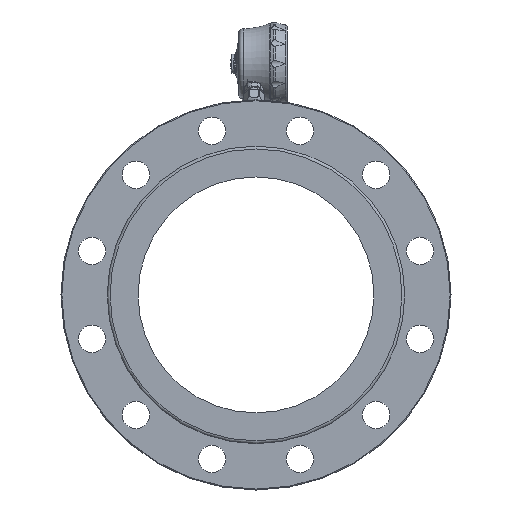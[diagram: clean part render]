
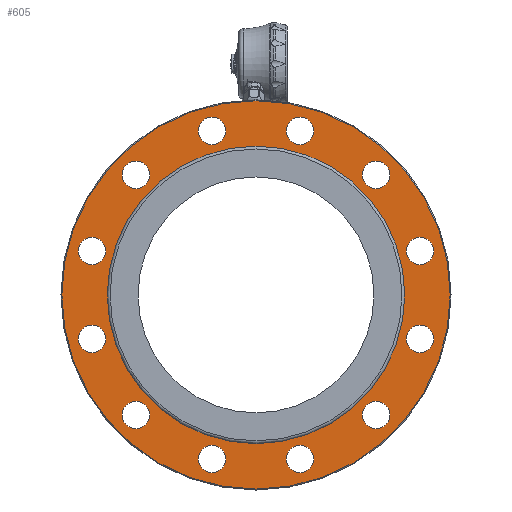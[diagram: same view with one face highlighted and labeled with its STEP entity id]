
A CAD part, front view. The second image highlights one B-rep face of the part: STEP entity #605.
In plain terms, the highlighted planar face has unit normal (0, -1, 0).
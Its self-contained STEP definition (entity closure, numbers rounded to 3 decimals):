
#605 = ADVANCED_FACE( '', ( #1718, #1719, #1720, #1721, #1722, #1723, #1724, #1725, #1726, #1727, #1728, #1729, #1730, #1731 ), #1732, .T. );
#1718 = FACE_OUTER_BOUND( '', #3514, .T. );
#1719 = FACE_BOUND( '', #3515, .T. );
#1720 = FACE_BOUND( '', #3516, .T. );
#1721 = FACE_BOUND( '', #3517, .T. );
#1722 = FACE_BOUND( '', #3518, .T. );
#1723 = FACE_BOUND( '', #3519, .T. );
#1724 = FACE_BOUND( '', #3520, .T. );
#1725 = FACE_BOUND( '', #3521, .T. );
#1726 = FACE_BOUND( '', #3522, .T. );
#1727 = FACE_BOUND( '', #3523, .T. );
#1728 = FACE_BOUND( '', #3524, .T. );
#1729 = FACE_BOUND( '', #3525, .T. );
#1730 = FACE_BOUND( '', #3526, .T. );
#1731 = FACE_BOUND( '', #3527, .T. );
#1732 = PLANE( '', #3528 );
#3514 = EDGE_LOOP( '', ( #6121 ) );
#3515 = EDGE_LOOP( '', ( #6122 ) );
#3516 = EDGE_LOOP( '', ( #6123 ) );
#3517 = EDGE_LOOP( '', ( #6124 ) );
#3518 = EDGE_LOOP( '', ( #6125 ) );
#3519 = EDGE_LOOP( '', ( #6126 ) );
#3520 = EDGE_LOOP( '', ( #6127 ) );
#3521 = EDGE_LOOP( '', ( #6128 ) );
#3522 = EDGE_LOOP( '', ( #6129 ) );
#3523 = EDGE_LOOP( '', ( #6130 ) );
#3524 = EDGE_LOOP( '', ( #6131 ) );
#3525 = EDGE_LOOP( '', ( #6132 ) );
#3526 = EDGE_LOOP( '', ( #6133 ) );
#3527 = EDGE_LOOP( '', ( #6134 ) );
#3528 = AXIS2_PLACEMENT_3D( '', #6135, #6136, #6137 );
#6121 = ORIENTED_EDGE( '', *, *, #10514, .T. );
#6122 = ORIENTED_EDGE( '', *, *, #10626, .F. );
#6123 = ORIENTED_EDGE( '', *, *, #10627, .F. );
#6124 = ORIENTED_EDGE( '', *, *, #10628, .F. );
#6125 = ORIENTED_EDGE( '', *, *, #10629, .F. );
#6126 = ORIENTED_EDGE( '', *, *, #10630, .F. );
#6127 = ORIENTED_EDGE( '', *, *, #10631, .F. );
#6128 = ORIENTED_EDGE( '', *, *, #10632, .F. );
#6129 = ORIENTED_EDGE( '', *, *, #10633, .F. );
#6130 = ORIENTED_EDGE( '', *, *, #10634, .F. );
#6131 = ORIENTED_EDGE( '', *, *, #10635, .F. );
#6132 = ORIENTED_EDGE( '', *, *, #10636, .F. );
#6133 = ORIENTED_EDGE( '', *, *, #10637, .F. );
#6134 = ORIENTED_EDGE( '', *, *, #10638, .F. );
#6135 = CARTESIAN_POINT( '', ( 0., -220., 162. ) );
#6136 = DIRECTION( '', ( 0., -1., 0. ) );
#6137 = DIRECTION( '', ( 0., 0., 1. ) );
#10514 = EDGE_CURVE( '', #12342, #12342, #12343, .T. );
#10626 = EDGE_CURVE( '', #12542, #12542, #12543, .T. );
#10627 = EDGE_CURVE( '', #12544, #12544, #12545, .T. );
#10628 = EDGE_CURVE( '', #12546, #12546, #12547, .T. );
#10629 = EDGE_CURVE( '', #12548, #12548, #12549, .T. );
#10630 = EDGE_CURVE( '', #12550, #12550, #12551, .T. );
#10631 = EDGE_CURVE( '', #12552, #12552, #12553, .T. );
#10632 = EDGE_CURVE( '', #12554, #12554, #12555, .T. );
#10633 = EDGE_CURVE( '', #12556, #12556, #12557, .T. );
#10634 = EDGE_CURVE( '', #12558, #12558, #12559, .T. );
#10635 = EDGE_CURVE( '', #12560, #12560, #12561, .T. );
#10636 = EDGE_CURVE( '', #12562, #12562, #12563, .T. );
#10637 = EDGE_CURVE( '', #12564, #12564, #12565, .T. );
#10638 = EDGE_CURVE( '', #12566, #12566, #12567, .T. );
#12342 = VERTEX_POINT( '', #15228 );
#12343 = CIRCLE( '', #15229, 211.5 );
#12542 = VERTEX_POINT( '', #15735 );
#12543 = CIRCLE( '', #15736, 15. );
#12544 = VERTEX_POINT( '', #15737 );
#12545 = CIRCLE( '', #15738, 15. );
#12546 = VERTEX_POINT( '', #15739 );
#12547 = CIRCLE( '', #15740, 15. );
#12548 = VERTEX_POINT( '', #15741 );
#12549 = CIRCLE( '', #15742, 15. );
#12550 = VERTEX_POINT( '', #15743 );
#12551 = CIRCLE( '', #15744, 15. );
#12552 = VERTEX_POINT( '', #15745 );
#12553 = CIRCLE( '', #15746, 15. );
#12554 = VERTEX_POINT( '', #15747 );
#12555 = CIRCLE( '', #15748, 15. );
#12556 = VERTEX_POINT( '', #15749 );
#12557 = CIRCLE( '', #15750, 15. );
#12558 = VERTEX_POINT( '', #15751 );
#12559 = CIRCLE( '', #15752, 15. );
#12560 = VERTEX_POINT( '', #15753 );
#12561 = CIRCLE( '', #15754, 15. );
#12562 = VERTEX_POINT( '', #15755 );
#12563 = CIRCLE( '', #15756, 15. );
#12564 = VERTEX_POINT( '', #15757 );
#12565 = CIRCLE( '', #15758, 15. );
#12566 = VERTEX_POINT( '', #15759 );
#12567 = CIRCLE( '', #15760, 162. );
#15228 = CARTESIAN_POINT( '', ( 0., -220., 211.5 ) );
#15229 = AXIS2_PLACEMENT_3D( '', #21815, #21816, #21817 );
#15735 = CARTESIAN_POINT( '', ( 117.824, -220., 138.315 ) );
#15736 = AXIS2_PLACEMENT_3D( '', #22001, #22002, #22003 );
#15737 = CARTESIAN_POINT( '', ( 171.196, -220., 60.872 ) );
#15738 = AXIS2_PLACEMENT_3D( '', #22004, #22005, #22006 );
#15739 = CARTESIAN_POINT( '', ( 178.696, -220., -32.882 ) );
#15740 = AXIS2_PLACEMENT_3D( '', #22007, #22008, #22009 );
#15741 = CARTESIAN_POINT( '', ( 138.315, -220., -117.824 ) );
#15742 = AXIS2_PLACEMENT_3D( '', #22010, #22011, #22012 );
#15743 = CARTESIAN_POINT( '', ( 60.872, -220., -171.196 ) );
#15744 = AXIS2_PLACEMENT_3D( '', #22013, #22014, #22015 );
#15745 = CARTESIAN_POINT( '', ( -32.882, -220., -178.696 ) );
#15746 = AXIS2_PLACEMENT_3D( '', #22016, #22017, #22018 );
#15747 = CARTESIAN_POINT( '', ( -117.824, -220., -138.315 ) );
#15748 = AXIS2_PLACEMENT_3D( '', #22019, #22020, #22021 );
#15749 = CARTESIAN_POINT( '', ( -171.196, -220., -60.872 ) );
#15750 = AXIS2_PLACEMENT_3D( '', #22022, #22023, #22024 );
#15751 = CARTESIAN_POINT( '', ( -178.696, -220., 32.882 ) );
#15752 = AXIS2_PLACEMENT_3D( '', #22025, #22026, #22027 );
#15753 = CARTESIAN_POINT( '', ( -138.315, -220., 117.824 ) );
#15754 = AXIS2_PLACEMENT_3D( '', #22028, #22029, #22030 );
#15755 = CARTESIAN_POINT( '', ( -60.872, -220., 171.196 ) );
#15756 = AXIS2_PLACEMENT_3D( '', #22031, #22032, #22033 );
#15757 = CARTESIAN_POINT( '', ( 32.882, -220., 178.696 ) );
#15758 = AXIS2_PLACEMENT_3D( '', #22034, #22035, #22036 );
#15759 = CARTESIAN_POINT( '', ( 0., -220., 162. ) );
#15760 = AXIS2_PLACEMENT_3D( '', #22037, #22038, #22039 );
#21815 = CARTESIAN_POINT( '', ( 0., -220., 0. ) );
#21816 = DIRECTION( '', ( 0., -1., 0. ) );
#21817 = DIRECTION( '', ( 0., 0., 1. ) );
#22001 = CARTESIAN_POINT( '', ( 130.815, -220., 130.815 ) );
#22002 = DIRECTION( '', ( 0., -1., 0. ) );
#22003 = DIRECTION( '', ( -0.866, 0., 0.5 ) );
#22004 = CARTESIAN_POINT( '', ( 178.696, -220., 47.882 ) );
#22005 = DIRECTION( '', ( 0., -1., 0. ) );
#22006 = DIRECTION( '', ( -0.5, 0., 0.866 ) );
#22007 = CARTESIAN_POINT( '', ( 178.696, -220., -47.882 ) );
#22008 = DIRECTION( '', ( 0., -1., 0. ) );
#22009 = DIRECTION( '', ( 0., 0., 1. ) );
#22010 = CARTESIAN_POINT( '', ( 130.815, -220., -130.815 ) );
#22011 = DIRECTION( '', ( 0., -1., 0. ) );
#22012 = DIRECTION( '', ( 0.5, 0., 0.866 ) );
#22013 = CARTESIAN_POINT( '', ( 47.882, -220., -178.696 ) );
#22014 = DIRECTION( '', ( 0., -1., 0. ) );
#22015 = DIRECTION( '', ( 0.866, 0., 0.5 ) );
#22016 = CARTESIAN_POINT( '', ( -47.882, -220., -178.696 ) );
#22017 = DIRECTION( '', ( 0., -1., 0. ) );
#22018 = DIRECTION( '', ( 1., 0., 0. ) );
#22019 = CARTESIAN_POINT( '', ( -130.815, -220., -130.815 ) );
#22020 = DIRECTION( '', ( 0., -1., 0. ) );
#22021 = DIRECTION( '', ( 0.866, 0., -0.5 ) );
#22022 = CARTESIAN_POINT( '', ( -178.696, -220., -47.882 ) );
#22023 = DIRECTION( '', ( 0., -1., 0. ) );
#22024 = DIRECTION( '', ( 0.5, 0., -0.866 ) );
#22025 = CARTESIAN_POINT( '', ( -178.696, -220., 47.882 ) );
#22026 = DIRECTION( '', ( 0., -1., 0. ) );
#22027 = DIRECTION( '', ( 0., 0., -1. ) );
#22028 = CARTESIAN_POINT( '', ( -130.815, -220., 130.815 ) );
#22029 = DIRECTION( '', ( 0., -1., 0. ) );
#22030 = DIRECTION( '', ( -0.5, 0., -0.866 ) );
#22031 = CARTESIAN_POINT( '', ( -47.882, -220., 178.696 ) );
#22032 = DIRECTION( '', ( 0., -1., 0. ) );
#22033 = DIRECTION( '', ( -0.866, 0., -0.5 ) );
#22034 = CARTESIAN_POINT( '', ( 47.882, -220., 178.696 ) );
#22035 = DIRECTION( '', ( 0., -1., 0. ) );
#22036 = DIRECTION( '', ( -1., 0., 0. ) );
#22037 = CARTESIAN_POINT( '', ( 0., -220., 0. ) );
#22038 = DIRECTION( '', ( 0., -1., 0. ) );
#22039 = DIRECTION( '', ( 0., 0., 1. ) );
